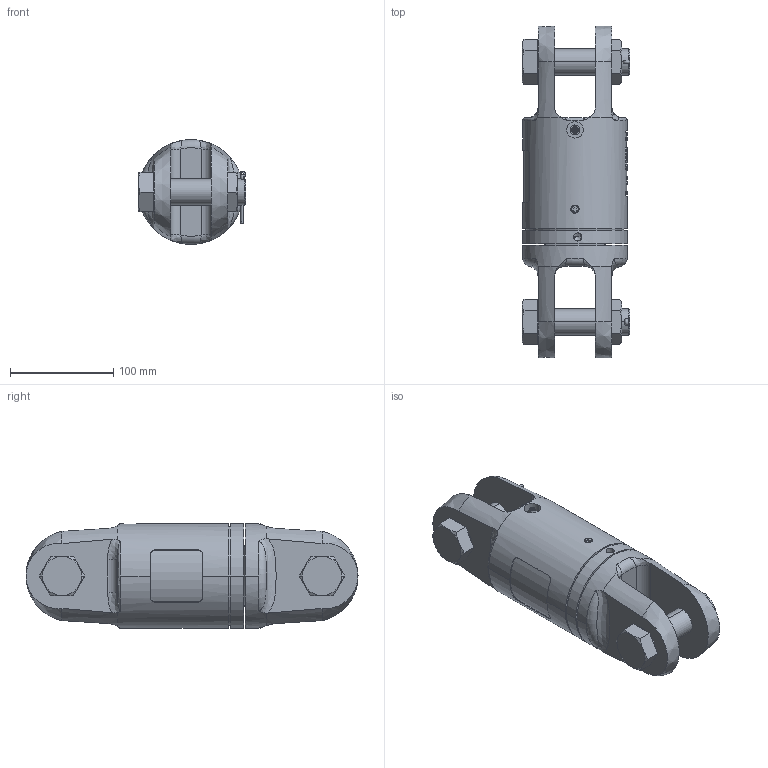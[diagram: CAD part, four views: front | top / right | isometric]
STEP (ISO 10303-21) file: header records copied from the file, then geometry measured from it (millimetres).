
FILE_DESCRIPTION((''),'2;1');
FILE_NAME('CROSBY_SWIVEL_08-S-2_297422','2012-10-25T',('Alan Doughty'),('The Crosby Group LLC'),'PRO/ENGINEER BY PARAMETRIC TECHNOLOGY CORPORATION, 2012010','PRO/ENGINEER BY PARAMETRIC TECHNOLOGY CORPORATION, 2012010','');
FILE_SCHEMA(('CONFIG_CONTROL_DESIGN','SHAPE_APPEARANCE_LAYERS_GROUPS'));
Length unit declared in the file: inch
Products named in the file (1): CROSBY_SWIVEL_08-S-2_297422
Bounding box: 104.37 x 322.13 x 101.6 mm (x, y, z)
Volume: 1413105 mm3; surface area: 233173.8 mm2
Topology: 3 solids, 3 shells, 1161 faces, 3177 edges, 2088 vertices
Faces by surface type: plane 880, cylinder 169, torus 48, cone 34, bspline 28, sphere 2
Entity records: 51141 total; most frequent: CARTESIAN_POINT 13488, ORIENTED_EDGE 6346, DIRECTION 5089, PRESENTATION_STYLE_ASSIGNMENT 3176, STYLED_ITEM 3176, CURVE_STYLE 3173, EDGE_CURVE 3173, VERTEX_POINT 2088
